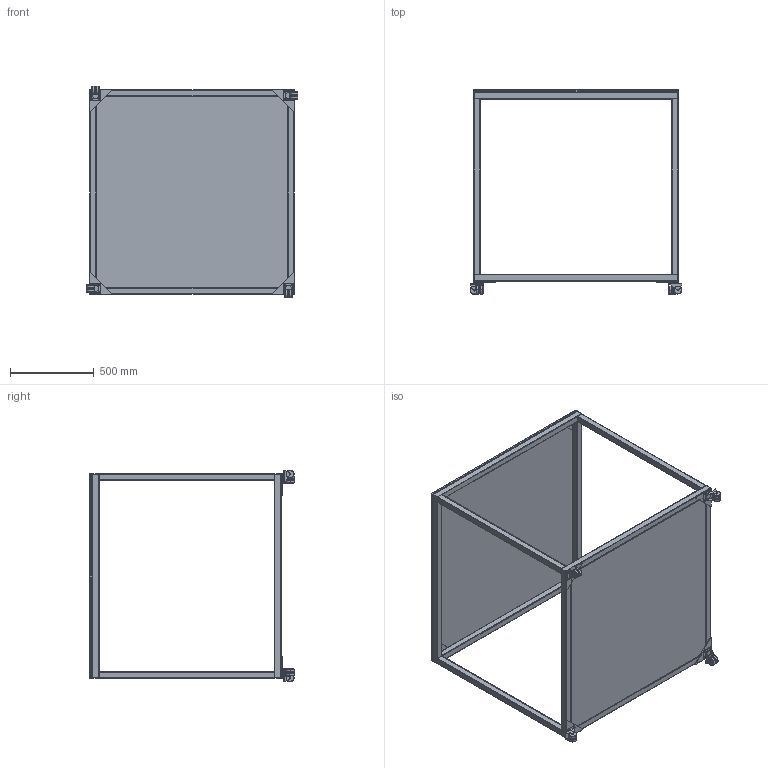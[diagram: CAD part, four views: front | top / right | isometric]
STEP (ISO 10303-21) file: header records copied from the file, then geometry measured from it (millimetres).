
FILE_DESCRIPTION (( 'STEP AP203' ), '1' );
FILE_NAME ('PrepTable.STEP', '2019-12-18T02:39:28', ( '' ), ( '' ), 'SwSTEP 2.0', 'SolidWorks 2018', '' );
FILE_SCHEMA (( 'CONFIG_CONTROL_DESIGN' ));
Length unit declared in the file: millimetre
Products named in the file (10): Caster wheel; Wheel mount plate; Part1; Part2; Part7; Wheel; Part10; PrepTable; Frame; Part3
Assembly tree (23 placements, depth 3):
  PrepTable
    Frame  x2
    Wheel mount plate  x4
    Caster wheel  x4
      Wheel
      Part7
    Part10  x4
    Part1
    Part2
    Part3  x4
Bounding box: 1265 x 1220 x 1265 mm (x, y, z)
Volume: 47094102.9 mm3; surface area: 9990252.3 mm2
Topology: 28 solids, 30 shells, 532 faces, 1300 edges, 832 vertices
Faces by surface type: plane 252, cylinder 248, torus 32
Entity records: 6213 total; most frequent: CARTESIAN_POINT 916, DIRECTION 833, ORIENTED_EDGE 774, EDGE_CURVE 387, AXIS2_PLACEMENT_3D 289, LINE 255, VECTOR 255, VERTEX_POINT 244
